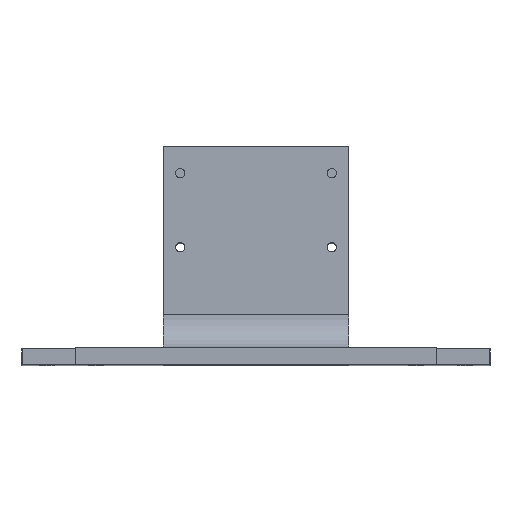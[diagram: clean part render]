
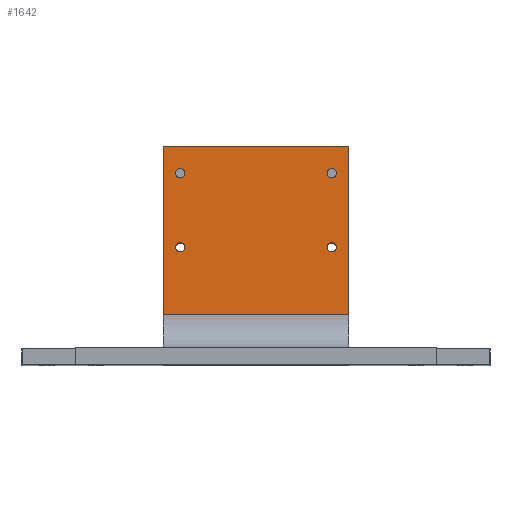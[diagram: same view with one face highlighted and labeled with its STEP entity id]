
A CAD part, top view. The second image highlights one B-rep face of the part: STEP entity #1642.
In plain terms, the highlighted planar face has unit normal (0, 0, 1).
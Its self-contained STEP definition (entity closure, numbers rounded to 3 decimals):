
#51 = VECTOR ( 'NONE', #1472, 1000. ) ;
#123 = EDGE_LOOP ( 'NONE', ( #408, #1973, #729, #2206 ) ) ;
#126 = AXIS2_PLACEMENT_3D ( 'NONE', #1169, #2191, #186 ) ;
#136 = CARTESIAN_POINT ( 'NONE',  ( -27.5, 15., 24. ) ) ;
#161 = DIRECTION ( 'NONE',  ( 0., 0., -1. ) ) ;
#172 = AXIS2_PLACEMENT_3D ( 'NONE', #1395, #2478, #472 ) ;
#186 = DIRECTION ( 'NONE',  ( 1., 0., 0. ) ) ;
#198 = FACE_OUTER_BOUND ( 'NONE', #123, .T. ) ;
#208 = CIRCLE ( 'NONE', #1133, 1.375 ) ;
#222 = DIRECTION ( 'NONE',  ( 0., -1., 0. ) ) ;
#229 = CARTESIAN_POINT ( 'NONE',  ( 22.5, 35., 24. ) ) ;
#263 = CARTESIAN_POINT ( 'NONE',  ( 27.5, 65., 24. ) ) ;
#307 = VERTEX_POINT ( 'NONE', #2239 ) ;
#371 = FACE_BOUND ( 'NONE', #2515, .T. ) ;
#392 = FACE_BOUND ( 'NONE', #1258, .T. ) ;
#399 = CARTESIAN_POINT ( 'NONE',  ( -27.5, 65., 24. ) ) ;
#401 = CARTESIAN_POINT ( 'NONE',  ( -23.875, 57., 24. ) ) ;
#408 = ORIENTED_EDGE ( 'NONE', *, *, #1179, .T. ) ;
#431 = EDGE_CURVE ( 'NONE', #695, #921, #1065, .T. ) ;
#455 = DIRECTION ( 'NONE',  ( -1., 0., 0. ) ) ;
#457 = AXIS2_PLACEMENT_3D ( 'NONE', #771, #1757, #2181 ) ;
#458 = VERTEX_POINT ( 'NONE', #1692 ) ;
#461 = DIRECTION ( 'NONE',  ( 0., -1., 0. ) ) ;
#472 = DIRECTION ( 'NONE',  ( 1., 0., 0. ) ) ;
#527 = CARTESIAN_POINT ( 'NONE',  ( -23.875, 35., 24. ) ) ;
#528 = DIRECTION ( 'NONE',  ( 1., 0., 0. ) ) ;
#532 = CIRCLE ( 'NONE', #1607, 1.375 ) ;
#537 = EDGE_CURVE ( 'NONE', #2270, #307, #1858, .T. ) ;
#552 = VERTEX_POINT ( 'NONE', #527 ) ;
#560 = FACE_BOUND ( 'NONE', #606, .T. ) ;
#590 = VECTOR ( 'NONE', #528, 1000. ) ;
#606 = EDGE_LOOP ( 'NONE', ( #1477, #1805 ) ) ;
#635 = VERTEX_POINT ( 'NONE', #1763 ) ;
#651 = CARTESIAN_POINT ( 'NONE',  ( 22.5, 57., 24. ) ) ;
#654 = CARTESIAN_POINT ( 'NONE',  ( 21.125, 57., 24. ) ) ;
#666 = ORIENTED_EDGE ( 'NONE', *, *, #816, .F. ) ;
#695 = VERTEX_POINT ( 'NONE', #399 ) ;
#704 = CARTESIAN_POINT ( 'NONE',  ( 27.5, 65., 24. ) ) ;
#717 = DIRECTION ( 'NONE',  ( 0., 0., 1. ) ) ;
#728 = CARTESIAN_POINT ( 'NONE',  ( -22.5, 57., 24. ) ) ;
#729 = ORIENTED_EDGE ( 'NONE', *, *, #1362, .F. ) ;
#736 = EDGE_CURVE ( 'NONE', #635, #552, #1777, .T. ) ;
#752 = VERTEX_POINT ( 'NONE', #654 ) ;
#771 = CARTESIAN_POINT ( 'NONE',  ( 22.5, 35., 24. ) ) ;
#812 = AXIS2_PLACEMENT_3D ( 'NONE', #2113, #717, #1516 ) ;
#816 = EDGE_CURVE ( 'NONE', #458, #752, #208, .T. ) ;
#864 = ORIENTED_EDGE ( 'NONE', *, *, #2066, .F. ) ;
#868 = CIRCLE ( 'NONE', #917, 1.375 ) ;
#901 = AXIS2_PLACEMENT_3D ( 'NONE', #728, #1125, #2485 ) ;
#902 = ORIENTED_EDGE ( 'NONE', *, *, #537, .F. ) ;
#917 = AXIS2_PLACEMENT_3D ( 'NONE', #651, #1446, #455 ) ;
#919 = AXIS2_PLACEMENT_3D ( 'NONE', #1792, #161, #959 ) ;
#921 = VERTEX_POINT ( 'NONE', #704 ) ;
#922 = VERTEX_POINT ( 'NONE', #136 ) ;
#959 = DIRECTION ( 'NONE',  ( -1., 0., 0. ) ) ;
#966 = VERTEX_POINT ( 'NONE', #2533 ) ;
#1057 = CARTESIAN_POINT ( 'NONE',  ( 22.5, 57., 24. ) ) ;
#1065 = LINE ( 'NONE', #1264, #51 ) ;
#1084 = VERTEX_POINT ( 'NONE', #1157 ) ;
#1085 = EDGE_CURVE ( 'NONE', #552, #635, #1212, .T. ) ;
#1095 = ORIENTED_EDGE ( 'NONE', *, *, #1663, .F. ) ;
#1125 = DIRECTION ( 'NONE',  ( 0., 0., 1. ) ) ;
#1133 = AXIS2_PLACEMENT_3D ( 'NONE', #1057, #2269, #2210 ) ;
#1157 = CARTESIAN_POINT ( 'NONE',  ( 21.125, 35., 24. ) ) ;
#1169 = CARTESIAN_POINT ( 'NONE',  ( -22.5, 35., 24. ) ) ;
#1179 = EDGE_CURVE ( 'NONE', #695, #922, #2439, .T. ) ;
#1212 = CIRCLE ( 'NONE', #126, 1.375 ) ;
#1236 = EDGE_CURVE ( 'NONE', #752, #458, #868, .T. ) ;
#1250 = VECTOR ( 'NONE', #222, 1000. ) ;
#1258 = EDGE_LOOP ( 'NONE', ( #666, #1382 ) ) ;
#1264 = CARTESIAN_POINT ( 'NONE',  ( -27.5, 65., 24. ) ) ;
#1362 = EDGE_CURVE ( 'NONE', #921, #1961, #2257, .T. ) ;
#1363 = CARTESIAN_POINT ( 'NONE',  ( -27.5, 15., 24. ) ) ;
#1382 = ORIENTED_EDGE ( 'NONE', *, *, #1236, .F. ) ;
#1395 = CARTESIAN_POINT ( 'NONE',  ( -22.5, 35., 24. ) ) ;
#1446 = DIRECTION ( 'NONE',  ( 0., 0., 1. ) ) ;
#1456 = CARTESIAN_POINT ( 'NONE',  ( 27.5, 15., 24. ) ) ;
#1472 = DIRECTION ( 'NONE',  ( 1., 0., 0. ) ) ;
#1477 = ORIENTED_EDGE ( 'NONE', *, *, #736, .F. ) ;
#1483 = CIRCLE ( 'NONE', #901, 1.375 ) ;
#1516 = DIRECTION ( 'NONE',  ( 1., 0., 0. ) ) ;
#1583 = PLANE ( 'NONE',  #919 ) ;
#1585 = CIRCLE ( 'NONE', #457, 1.375 ) ;
#1607 = AXIS2_PLACEMENT_3D ( 'NONE', #229, #1835, #2398 ) ;
#1642 = ADVANCED_FACE ( 'NONE', ( #371, #392, #560, #2156, #198 ), #1583, .F. ) ;
#1663 = EDGE_CURVE ( 'NONE', #1084, #966, #1585, .T. ) ;
#1669 = VECTOR ( 'NONE', #461, 1000. ) ;
#1692 = CARTESIAN_POINT ( 'NONE',  ( 23.875, 57., 24. ) ) ;
#1757 = DIRECTION ( 'NONE',  ( 0., 0., 1. ) ) ;
#1763 = CARTESIAN_POINT ( 'NONE',  ( -21.125, 35., 24. ) ) ;
#1777 = CIRCLE ( 'NONE', #172, 1.375 ) ;
#1790 = EDGE_CURVE ( 'NONE', #922, #1961, #2532, .T. ) ;
#1792 = CARTESIAN_POINT ( 'NONE',  ( -27.5, 65., 24. ) ) ;
#1805 = ORIENTED_EDGE ( 'NONE', *, *, #1085, .F. ) ;
#1835 = DIRECTION ( 'NONE',  ( 0., 0., 1. ) ) ;
#1858 = CIRCLE ( 'NONE', #812, 1.375 ) ;
#1961 = VERTEX_POINT ( 'NONE', #1456 ) ;
#1973 = ORIENTED_EDGE ( 'NONE', *, *, #1790, .T. ) ;
#2066 = EDGE_CURVE ( 'NONE', #307, #2270, #1483, .T. ) ;
#2113 = CARTESIAN_POINT ( 'NONE',  ( -22.5, 57., 24. ) ) ;
#2156 = FACE_BOUND ( 'NONE', #2364, .T. ) ;
#2181 = DIRECTION ( 'NONE',  ( -1., 0., 0. ) ) ;
#2191 = DIRECTION ( 'NONE',  ( 0., 0., 1. ) ) ;
#2206 = ORIENTED_EDGE ( 'NONE', *, *, #431, .F. ) ;
#2210 = DIRECTION ( 'NONE',  ( -1., 0., 0. ) ) ;
#2239 = CARTESIAN_POINT ( 'NONE',  ( -21.125, 57., 24. ) ) ;
#2252 = CARTESIAN_POINT ( 'NONE',  ( -27.5, 65., 24. ) ) ;
#2257 = LINE ( 'NONE', #263, #1669 ) ;
#2269 = DIRECTION ( 'NONE',  ( 0., 0., 1. ) ) ;
#2270 = VERTEX_POINT ( 'NONE', #401 ) ;
#2291 = EDGE_CURVE ( 'NONE', #966, #1084, #532, .T. ) ;
#2364 = EDGE_LOOP ( 'NONE', ( #2482, #1095 ) ) ;
#2398 = DIRECTION ( 'NONE',  ( -1., 0., 0. ) ) ;
#2439 = LINE ( 'NONE', #2252, #1250 ) ;
#2478 = DIRECTION ( 'NONE',  ( 0., 0., 1. ) ) ;
#2482 = ORIENTED_EDGE ( 'NONE', *, *, #2291, .F. ) ;
#2485 = DIRECTION ( 'NONE',  ( 1., 0., 0. ) ) ;
#2515 = EDGE_LOOP ( 'NONE', ( #864, #902 ) ) ;
#2532 = LINE ( 'NONE', #1363, #590 ) ;
#2533 = CARTESIAN_POINT ( 'NONE',  ( 23.875, 35., 24. ) ) ;
